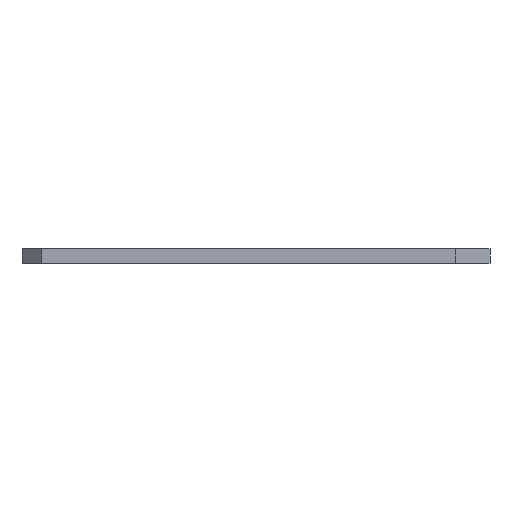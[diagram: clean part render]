
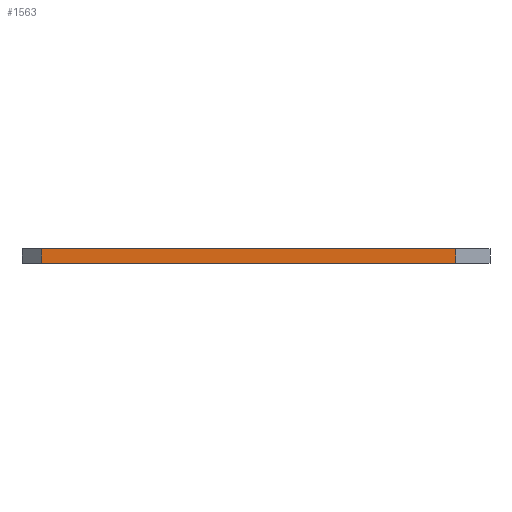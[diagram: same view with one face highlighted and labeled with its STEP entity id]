
A CAD part, front view. The second image highlights one B-rep face of the part: STEP entity #1563.
In plain terms, the highlighted planar face has unit normal (0, -1, 0).
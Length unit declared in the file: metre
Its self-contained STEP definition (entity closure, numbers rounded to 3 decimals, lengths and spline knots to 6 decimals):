
#73=LINE('',#2383,#174);
#98=LINE('',#2526,#199);
#146=LINE('',#2622,#247);
#148=LINE('',#2625,#249);
#174=VECTOR('',#1908,1.);
#199=VECTOR('',#2027,1.);
#247=VECTOR('',#2169,1.);
#249=VECTOR('',#2173,1.);
#582=ORIENTED_EDGE('',*,*,#862,.T.);
#583=ORIENTED_EDGE('',*,*,#741,.T.);
#584=ORIENTED_EDGE('',*,*,#860,.F.);
#585=ORIENTED_EDGE('',*,*,#812,.F.);
#741=EDGE_CURVE('',#952,#950,#73,.T.);
#812=EDGE_CURVE('',#1022,#1023,#98,.T.);
#860=EDGE_CURVE('',#1023,#950,#146,.T.);
#862=EDGE_CURVE('',#1022,#952,#148,.T.);
#950=VERTEX_POINT('',#2381);
#952=VERTEX_POINT('',#2384);
#1022=VERTEX_POINT('',#2525);
#1023=VERTEX_POINT('',#2527);
#1293=EDGE_LOOP('',(#582,#583,#584,#585));
#1463=FACE_BOUND('',#1293,.T.);
#1495=PLANE('',#1766);
#1563=ADVANCED_FACE('',(#1463),#1495,.T.);
#1766=AXIS2_PLACEMENT_3D('',#2624,#2171,#2172);
#1908=DIRECTION('',(-1.,0.,0.));
#2027=DIRECTION('',(-1.,0.,0.));
#2169=DIRECTION('',(0.,0.,1.));
#2171=DIRECTION('',(0.,-1.,0.));
#2172=DIRECTION('',(0.,0.,-1.));
#2173=DIRECTION('',(0.,0.,1.));
#2381=CARTESIAN_POINT('',(0.000889,-0.0127,0.));
#2383=CARTESIAN_POINT('',(0.046609,-0.0127,0.));
#2384=CARTESIAN_POINT('',(0.046609,-0.0127,0.));
#2525=CARTESIAN_POINT('',(0.046609,-0.0127,-0.001559));
#2526=CARTESIAN_POINT('',(0.046609,-0.0127,-0.001559));
#2527=CARTESIAN_POINT('',(0.000889,-0.0127,-0.001559));
#2622=CARTESIAN_POINT('',(0.000889,-0.0127,-0.001559));
#2624=CARTESIAN_POINT('',(0.046609,-0.0127,-0.001559));
#2625=CARTESIAN_POINT('',(0.046609,-0.0127,-0.001559));
